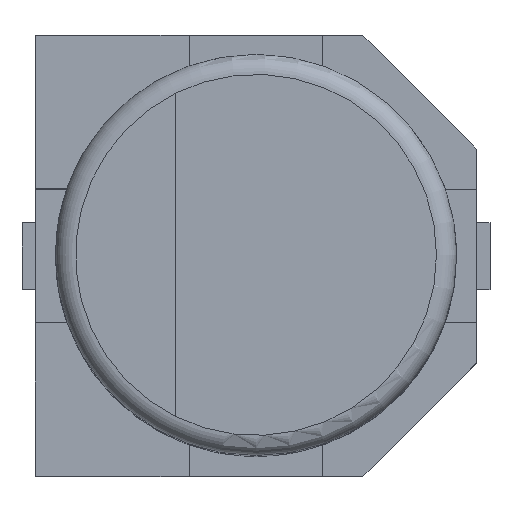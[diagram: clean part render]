
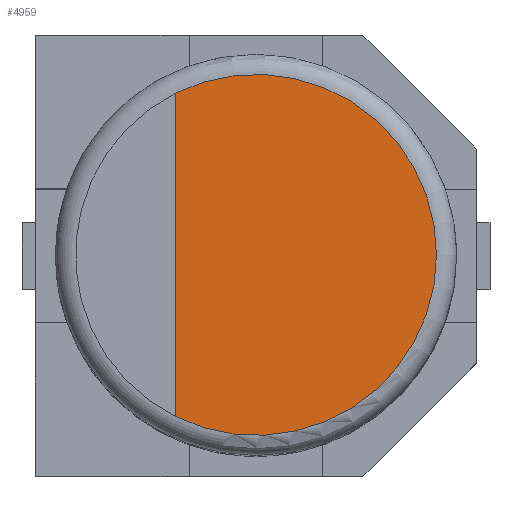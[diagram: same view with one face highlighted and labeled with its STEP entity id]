
A CAD part, top view. The second image highlights one B-rep face of the part: STEP entity #4959.
In plain terms, the highlighted planar face has unit normal (0, 0, 1).
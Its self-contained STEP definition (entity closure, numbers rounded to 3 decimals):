
#4739 = PLANE('',#4740);
#4740 = AXIS2_PLACEMENT_3D('',#4741,#4742,#4743);
#4741 = CARTESIAN_POINT('',(-0.6,1.209,5.4));
#4742 = DIRECTION('',(1.,0.,0.));
#4743 = DIRECTION('',(0.,-1.,0.));
#4755 = VERTEX_POINT('',#4756);
#4756 = CARTESIAN_POINT('',(-0.6,1.209,5.4));
#4779 = VERTEX_POINT('',#4780);
#4780 = CARTESIAN_POINT('',(-0.6,-1.209,5.4));
#4816 = TOROIDAL_SURFACE('',#4817,1.35,0.15);
#4817 = AXIS2_PLACEMENT_3D('',#4818,#4819,#4820);
#4818 = CARTESIAN_POINT('',(0.,0.,5.25
    ));
#4819 = DIRECTION('',(0.,0.,1.));
#4820 = DIRECTION('',(1.,0.,0.));
#4834 = EDGE_CURVE('',#4755,#4779,#4835,.T.);
#4835 = SURFACE_CURVE('',#4836,(#4840,#4847),.PCURVE_S1.);
#4836 = LINE('',#4837,#4838);
#4837 = CARTESIAN_POINT('',(-0.6,1.209,5.4));
#4838 = VECTOR('',#4839,1.);
#4839 = DIRECTION('',(0.,-1.,0.));
#4840 = PCURVE('',#4739,#4841);
#4841 = DEFINITIONAL_REPRESENTATION('',(#4842),#4846);
#4842 = LINE('',#4843,#4844);
#4843 = CARTESIAN_POINT('',(0.,0.));
#4844 = VECTOR('',#4845,1.);
#4845 = DIRECTION('',(1.,0.));
#4846 = ( GEOMETRIC_REPRESENTATION_CONTEXT(2) 
PARAMETRIC_REPRESENTATION_CONTEXT() REPRESENTATION_CONTEXT('2D SPACE',''
  ) );
#4847 = PCURVE('',#4848,#4853);
#4848 = PLANE('',#4849);
#4849 = AXIS2_PLACEMENT_3D('',#4850,#4851,#4852);
#4850 = CARTESIAN_POINT('',(0.,0.,5.4));
#4851 = DIRECTION('',(0.,0.,-1.));
#4852 = DIRECTION('',(1.,0.,0.));
#4853 = DEFINITIONAL_REPRESENTATION('',(#4854),#4858);
#4854 = LINE('',#4855,#4856);
#4855 = CARTESIAN_POINT('',(-0.6,-1.209));
#4856 = VECTOR('',#4857,1.);
#4857 = DIRECTION('',(0.,1.));
#4858 = ( GEOMETRIC_REPRESENTATION_CONTEXT(2) 
PARAMETRIC_REPRESENTATION_CONTEXT() REPRESENTATION_CONTEXT('2D SPACE',''
  ) );
#4893 = VERTEX_POINT('',#4894);
#4894 = CARTESIAN_POINT('',(1.35,0.,5.4));
#4914 = EDGE_CURVE('',#4755,#4893,#4915,.T.);
#4915 = SURFACE_CURVE('',#4916,(#4921,#4928),.PCURVE_S1.);
#4916 = CIRCLE('',#4917,1.35);
#4917 = AXIS2_PLACEMENT_3D('',#4918,#4919,#4920);
#4918 = CARTESIAN_POINT('',(0.,0.,5.4)
  );
#4919 = DIRECTION('',(0.,0.,-1.));
#4920 = DIRECTION('',(1.,0.,0.));
#4921 = PCURVE('',#4816,#4922);
#4922 = DEFINITIONAL_REPRESENTATION('',(#4923),#4927);
#4923 = LINE('',#4924,#4925);
#4924 = CARTESIAN_POINT('',(-0.,1.571));
#4925 = VECTOR('',#4926,1.);
#4926 = DIRECTION('',(-1.,0.));
#4927 = ( GEOMETRIC_REPRESENTATION_CONTEXT(2) 
PARAMETRIC_REPRESENTATION_CONTEXT() REPRESENTATION_CONTEXT('2D SPACE',''
  ) );
#4928 = PCURVE('',#4848,#4929);
#4929 = DEFINITIONAL_REPRESENTATION('',(#4930),#4934);
#4930 = CIRCLE('',#4931,1.35);
#4931 = AXIS2_PLACEMENT_2D('',#4932,#4933);
#4932 = CARTESIAN_POINT('',(0.,0.));
#4933 = DIRECTION('',(1.,0.));
#4934 = ( GEOMETRIC_REPRESENTATION_CONTEXT(2) 
PARAMETRIC_REPRESENTATION_CONTEXT() REPRESENTATION_CONTEXT('2D SPACE',''
  ) );
#4937 = EDGE_CURVE('',#4893,#4779,#4938,.T.);
#4938 = SURFACE_CURVE('',#4939,(#4944,#4951),.PCURVE_S1.);
#4939 = CIRCLE('',#4940,1.35);
#4940 = AXIS2_PLACEMENT_3D('',#4941,#4942,#4943);
#4941 = CARTESIAN_POINT('',(0.,0.,5.4)
  );
#4942 = DIRECTION('',(0.,0.,-1.));
#4943 = DIRECTION('',(1.,0.,0.));
#4944 = PCURVE('',#4816,#4945);
#4945 = DEFINITIONAL_REPRESENTATION('',(#4946),#4950);
#4946 = LINE('',#4947,#4948);
#4947 = CARTESIAN_POINT('',(-0.,1.571));
#4948 = VECTOR('',#4949,1.);
#4949 = DIRECTION('',(-1.,0.));
#4950 = ( GEOMETRIC_REPRESENTATION_CONTEXT(2) 
PARAMETRIC_REPRESENTATION_CONTEXT() REPRESENTATION_CONTEXT('2D SPACE',''
  ) );
#4951 = PCURVE('',#4848,#4952);
#4952 = DEFINITIONAL_REPRESENTATION('',(#4953),#4957);
#4953 = CIRCLE('',#4954,1.35);
#4954 = AXIS2_PLACEMENT_2D('',#4955,#4956);
#4955 = CARTESIAN_POINT('',(0.,0.));
#4956 = DIRECTION('',(1.,0.));
#4957 = ( GEOMETRIC_REPRESENTATION_CONTEXT(2) 
PARAMETRIC_REPRESENTATION_CONTEXT() REPRESENTATION_CONTEXT('2D SPACE',''
  ) );
#4959 = ADVANCED_FACE('',(#4960),#4848,.F.);
#4960 = FACE_BOUND('',#4961,.T.);
#4961 = EDGE_LOOP('',(#4962,#4963,#4964));
#4962 = ORIENTED_EDGE('',*,*,#4937,.F.);
#4963 = ORIENTED_EDGE('',*,*,#4914,.F.);
#4964 = ORIENTED_EDGE('',*,*,#4834,.T.);
